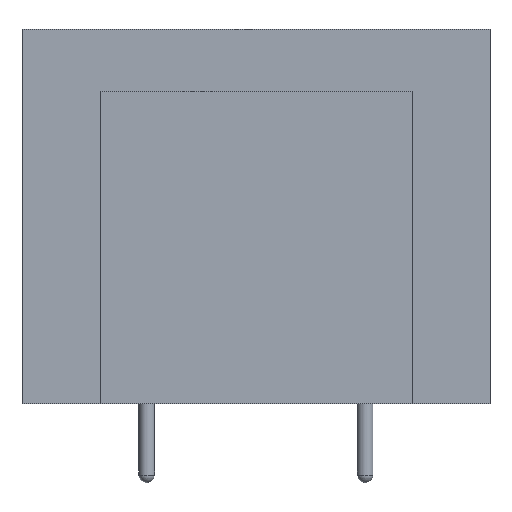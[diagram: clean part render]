
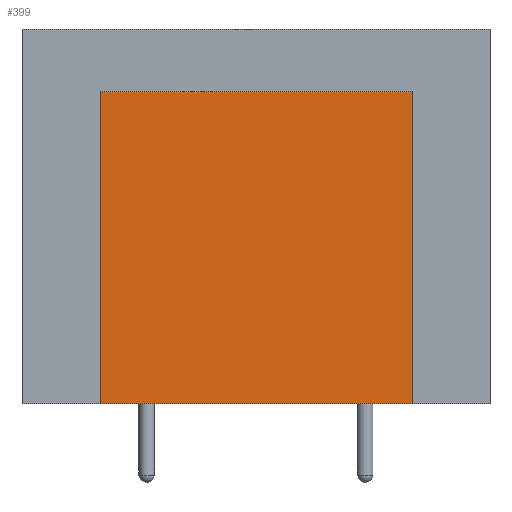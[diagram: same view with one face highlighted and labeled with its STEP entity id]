
A CAD part, left-side view. The second image highlights one B-rep face of the part: STEP entity #399.
In plain terms, the highlighted planar face has unit normal (-1, 0, 0).
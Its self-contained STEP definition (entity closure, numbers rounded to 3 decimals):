
#22=PLANE('',#447);
#62=LINE('',#630,#102);
#63=LINE('',#632,#103);
#64=LINE('',#634,#104);
#65=LINE('',#635,#105);
#102=VECTOR('',#524,10.);
#103=VECTOR('',#525,10.);
#104=VECTOR('',#526,10.);
#105=VECTOR('',#527,10.);
#143=FACE_OUTER_BOUND('',#165,.T.);
#165=EDGE_LOOP('',(#323,#324,#325,#326));
#211=VERTEX_POINT('',#628);
#212=VERTEX_POINT('',#629);
#213=VERTEX_POINT('',#631);
#214=VERTEX_POINT('',#633);
#254=EDGE_CURVE('',#211,#212,#62,.T.);
#255=EDGE_CURVE('',#212,#213,#63,.T.);
#256=EDGE_CURVE('',#214,#213,#64,.T.);
#257=EDGE_CURVE('',#211,#214,#65,.T.);
#323=ORIENTED_EDGE('',*,*,#254,.T.);
#324=ORIENTED_EDGE('',*,*,#255,.T.);
#325=ORIENTED_EDGE('',*,*,#256,.F.);
#326=ORIENTED_EDGE('',*,*,#257,.F.);
#399=ADVANCED_FACE('',(#143),#22,.T.);
#447=AXIS2_PLACEMENT_3D('',#627,#522,#523);
#522=DIRECTION('center_axis',(-1.,0.,0.));
#523=DIRECTION('ref_axis',(0.,-1.,0.));
#524=DIRECTION('',(0.,-1.,0.));
#525=DIRECTION('',(0.,0.,1.));
#526=DIRECTION('',(0.,-1.,0.));
#527=DIRECTION('',(0.,0.,1.));
#627=CARTESIAN_POINT('Origin',(-6.,5.,0.));
#628=CARTESIAN_POINT('',(-6.,5.,0.));
#629=CARTESIAN_POINT('',(-6.,-5.,0.));
#630=CARTESIAN_POINT('',(-6.,5.,0.));
#631=CARTESIAN_POINT('',(-6.,-5.,10.));
#632=CARTESIAN_POINT('',(-6.,-5.,0.));
#633=CARTESIAN_POINT('',(-6.,5.,10.));
#634=CARTESIAN_POINT('',(-6.,5.,10.));
#635=CARTESIAN_POINT('',(-6.,5.,0.));
